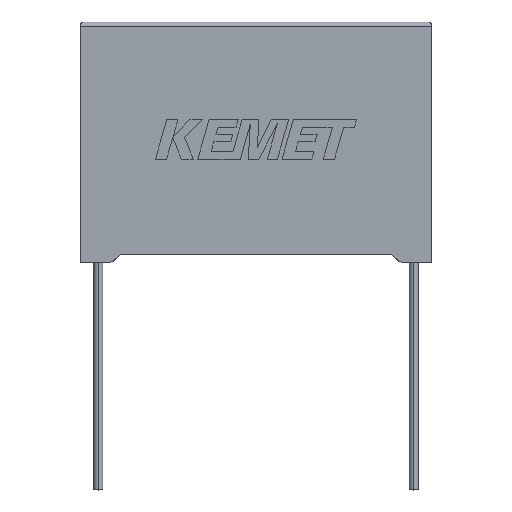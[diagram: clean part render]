
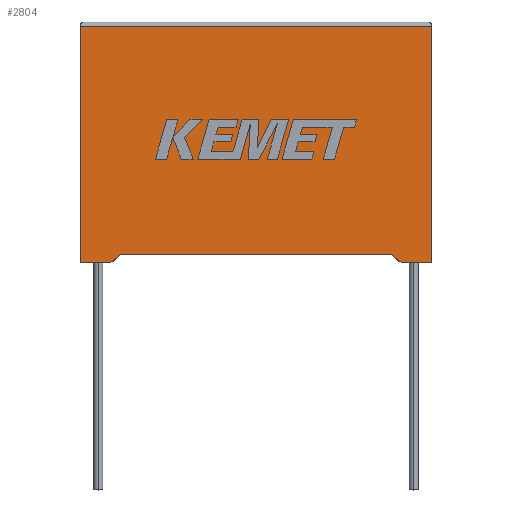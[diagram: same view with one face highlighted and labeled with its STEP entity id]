
A CAD part, top view. The second image highlights one B-rep face of the part: STEP entity #2804.
In plain terms, the highlighted planar face has unit normal (0, 0, 1).
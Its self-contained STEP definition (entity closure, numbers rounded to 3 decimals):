
#65 = VERTEX_POINT ( 'NONE', #1322 ) ;
#70 = EDGE_CURVE ( 'NONE', #65, #818, #585, .T. ) ;
#137 = ORIENTED_EDGE ( 'NONE', *, *, #1184, .F. ) ;
#147 = DIRECTION ( 'NONE',  ( 1., 0., 0. ) ) ;
#206 = VECTOR ( 'NONE', #518, 1000. ) ;
#213 = VECTOR ( 'NONE', #1235, 1000. ) ;
#239 = CARTESIAN_POINT ( 'NONE',  ( 0., 28.1, 16.2 ) ) ;
#299 = DIRECTION ( 'NONE',  ( 0., 0., -1. ) ) ;
#344 = CARTESIAN_POINT ( 'NONE',  ( 20.9, 0.986, 16.2 ) ) ;
#438 = ORIENTED_EDGE ( 'NONE', *, *, #1110, .T. ) ;
#518 = DIRECTION ( 'NONE',  ( -0.762, -0.647, 0. ) ) ;
#542 = VECTOR ( 'NONE', #1339, 1000. ) ;
#575 = VERTEX_POINT ( 'NONE', #972 ) ;
#585 = LINE ( 'NONE', #2670, #2599 ) ;
#595 = VECTOR ( 'NONE', #147, 1000. ) ;
#643 = LINE ( 'NONE', #344, #855 ) ;
#741 = LINE ( 'NONE', #1207, #206 ) ;
#818 = VERTEX_POINT ( 'NONE', #2667 ) ;
#855 = VECTOR ( 'NONE', #2237, 1000. ) ;
#891 = EDGE_LOOP ( 'NONE', ( #1447, #2961, #1172, #438, #137, #1364, #2097, #1851 ) ) ;
#901 = CARTESIAN_POINT ( 'NONE',  ( 0., 28.1, 16.2 ) ) ;
#926 = CARTESIAN_POINT ( 'NONE',  ( 4.811, 0.986, 16.2 ) ) ;
#955 = VECTOR ( 'NONE', #1995, 1000. ) ;
#972 = CARTESIAN_POINT ( 'NONE',  ( 41.8, 0., 16.2 ) ) ;
#976 = CARTESIAN_POINT ( 'NONE',  ( 41.8, 28.1, 16.2 ) ) ;
#1016 = DIRECTION ( 'NONE',  ( -1., 0., 0. ) ) ;
#1096 = LINE ( 'NONE', #2259, #595 ) ;
#1110 = EDGE_CURVE ( 'NONE', #1862, #2334, #1492, .T. ) ;
#1128 = EDGE_CURVE ( 'NONE', #65, #2635, #643, .T. ) ;
#1172 = ORIENTED_EDGE ( 'NONE', *, *, #1458, .T. ) ;
#1184 = EDGE_CURVE ( 'NONE', #2635, #2334, #741, .T. ) ;
#1207 = CARTESIAN_POINT ( 'NONE',  ( 3.65, 0., 16.2 ) ) ;
#1235 = DIRECTION ( 'NONE',  ( -1., 0., 0. ) ) ;
#1294 = DIRECTION ( 'NONE',  ( 0.762, -0.647, 0. ) ) ;
#1322 = CARTESIAN_POINT ( 'NONE',  ( 36.989, 0.986, 16.2 ) ) ;
#1339 = DIRECTION ( 'NONE',  ( 0., -1., 0. ) ) ;
#1364 = ORIENTED_EDGE ( 'NONE', *, *, #1128, .F. ) ;
#1441 = CARTESIAN_POINT ( 'NONE',  ( 41.8, 0., 16.2 ) ) ;
#1447 = ORIENTED_EDGE ( 'NONE', *, *, #1609, .T. ) ;
#1458 = EDGE_CURVE ( 'NONE', #1870, #1862, #2548, .T. ) ;
#1492 = LINE ( 'NONE', #2436, #955 ) ;
#1609 = EDGE_CURVE ( 'NONE', #575, #2199, #1908, .T. ) ;
#1745 = FACE_OUTER_BOUND ( 'NONE', #891, .T. ) ;
#1851 = ORIENTED_EDGE ( 'NONE', *, *, #2083, .T. ) ;
#1862 = VERTEX_POINT ( 'NONE', #2986 ) ;
#1870 = VERTEX_POINT ( 'NONE', #901 ) ;
#1908 = LINE ( 'NONE', #1441, #2821 ) ;
#1927 = LINE ( 'NONE', #239, #213 ) ;
#1984 = AXIS2_PLACEMENT_3D ( 'NONE', #2457, #299, #1016 ) ;
#1995 = DIRECTION ( 'NONE',  ( 1., 0., 0. ) ) ;
#2083 = EDGE_CURVE ( 'NONE', #818, #575, #1096, .T. ) ;
#2097 = ORIENTED_EDGE ( 'NONE', *, *, #70, .T. ) ;
#2199 = VERTEX_POINT ( 'NONE', #976 ) ;
#2237 = DIRECTION ( 'NONE',  ( -1., 0., 0. ) ) ;
#2259 = CARTESIAN_POINT ( 'NONE',  ( 0., 0., 16.2 ) ) ;
#2334 = VERTEX_POINT ( 'NONE', #2473 ) ;
#2436 = CARTESIAN_POINT ( 'NONE',  ( 0., 0., 16.2 ) ) ;
#2457 = CARTESIAN_POINT ( 'NONE',  ( 0., 0., 16.2 ) ) ;
#2473 = CARTESIAN_POINT ( 'NONE',  ( 3.65, 0., 16.2 ) ) ;
#2492 = DIRECTION ( 'NONE',  ( 0., 1., 0. ) ) ;
#2548 = LINE ( 'NONE', #2967, #542 ) ;
#2599 = VECTOR ( 'NONE', #1294, 1000. ) ;
#2635 = VERTEX_POINT ( 'NONE', #926 ) ;
#2649 = PLANE ( 'NONE',  #1984 ) ;
#2667 = CARTESIAN_POINT ( 'NONE',  ( 38.15, 0., 16.2 ) ) ;
#2670 = CARTESIAN_POINT ( 'NONE',  ( 38.15, 0., 16.2 ) ) ;
#2738 = EDGE_CURVE ( 'NONE', #2199, #1870, #1927, .T. ) ;
#2804 = ADVANCED_FACE ( 'NONE', ( #1745 ), #2649, .F. ) ;
#2821 = VECTOR ( 'NONE', #2492, 1000. ) ;
#2961 = ORIENTED_EDGE ( 'NONE', *, *, #2738, .T. ) ;
#2967 = CARTESIAN_POINT ( 'NONE',  ( 0., 0., 16.2 ) ) ;
#2986 = CARTESIAN_POINT ( 'NONE',  ( 0., 0., 16.2 ) ) ;
